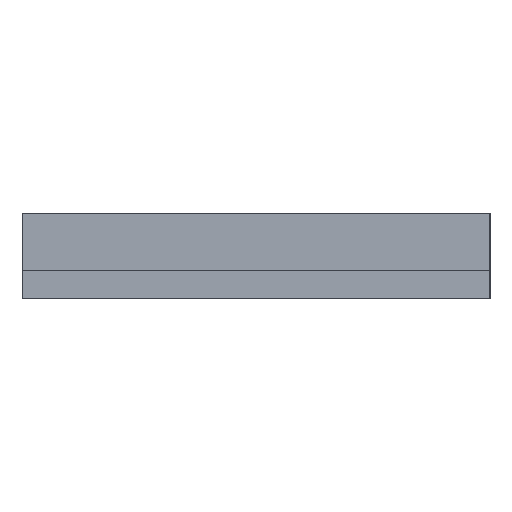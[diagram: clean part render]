
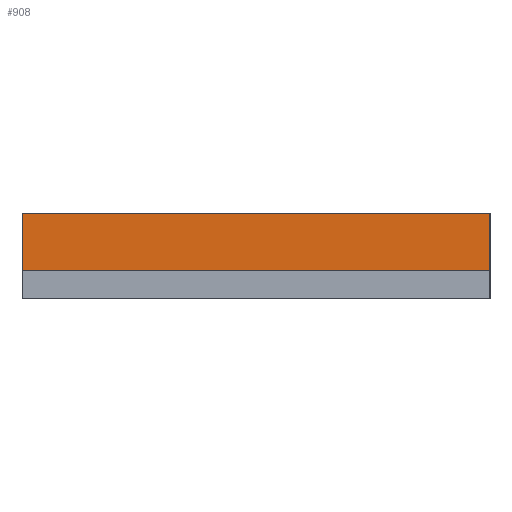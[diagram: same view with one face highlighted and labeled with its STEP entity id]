
A CAD part, left-side view. The second image highlights one B-rep face of the part: STEP entity #908.
In plain terms, the highlighted planar face has unit normal (-1, 0, 0).
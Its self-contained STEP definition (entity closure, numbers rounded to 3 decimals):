
#34=FACE_OUTER_BOUND('',#83,.T.);
#83=EDGE_LOOP('',(#607,#608,#609,#610));
#142=LINE('',#1284,#265);
#143=LINE('',#1286,#266);
#144=LINE('',#1288,#267);
#145=LINE('',#1289,#268);
#265=VECTOR('',#1041,10.);
#266=VECTOR('',#1042,10.);
#267=VECTOR('',#1043,10.);
#268=VECTOR('',#1044,10.);
#387=VERTEX_POINT('',#1282);
#388=VERTEX_POINT('',#1283);
#389=VERTEX_POINT('',#1285);
#390=VERTEX_POINT('',#1287);
#475=EDGE_CURVE('',#387,#388,#142,.T.);
#476=EDGE_CURVE('',#389,#387,#143,.T.);
#477=EDGE_CURVE('',#389,#390,#144,.T.);
#478=EDGE_CURVE('',#388,#390,#145,.T.);
#607=ORIENTED_EDGE('',*,*,#475,.F.);
#608=ORIENTED_EDGE('',*,*,#476,.F.);
#609=ORIENTED_EDGE('',*,*,#477,.T.);
#610=ORIENTED_EDGE('',*,*,#478,.F.);
#863=PLANE('',#971);
#908=ADVANCED_FACE('',(#34),#863,.F.);
#971=AXIS2_PLACEMENT_3D('',#1281,#1039,#1040);
#1039=DIRECTION('center_axis',(1.,0.,0.));
#1040=DIRECTION('ref_axis',(0.,-1.,0.));
#1041=DIRECTION('',(0.,-1.,0.));
#1042=DIRECTION('',(0.,0.,1.));
#1043=DIRECTION('',(0.,-1.,0.));
#1044=DIRECTION('',(0.,0.,-1.));
#1281=CARTESIAN_POINT('Origin',(11.9,40.,3.));
#1282=CARTESIAN_POINT('',(11.9,40.,3.));
#1283=CARTESIAN_POINT('',(11.9,23.65,3.));
#1284=CARTESIAN_POINT('',(11.9,35.913,3.));
#1285=CARTESIAN_POINT('',(11.9,40.,1.));
#1286=CARTESIAN_POINT('',(11.9,40.,1.5));
#1287=CARTESIAN_POINT('',(11.9,23.65,1.));
#1288=CARTESIAN_POINT('',(11.9,40.,1.));
#1289=CARTESIAN_POINT('',(11.9,23.65,1.5));
